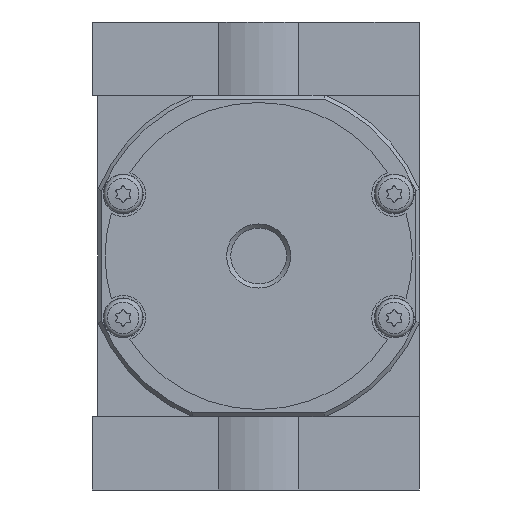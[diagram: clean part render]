
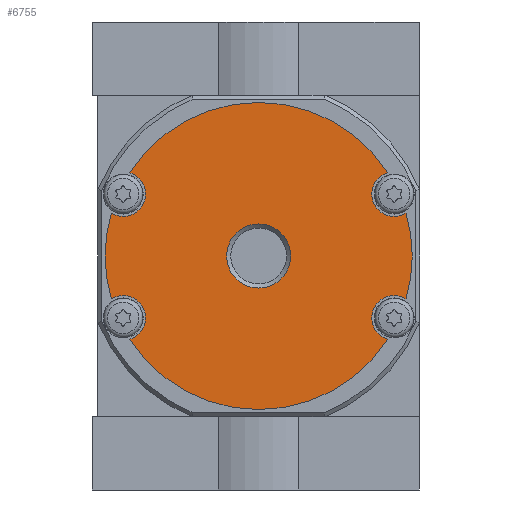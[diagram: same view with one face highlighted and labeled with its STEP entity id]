
A CAD part, front view. The second image highlights one B-rep face of the part: STEP entity #6755.
In plain terms, the highlighted planar face has unit normal (0, -1, 0).
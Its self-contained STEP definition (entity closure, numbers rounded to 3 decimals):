
#1000=PLANE('',#7395);
#1411=CIRCLE('',#7380,4.6);
#1412=CIRCLE('',#7382,31.5);
#1413=CIRCLE('',#7384,4.6);
#1414=CIRCLE('',#7386,31.5);
#1415=CIRCLE('',#7388,4.6);
#1416=CIRCLE('',#7390,31.5);
#1417=CIRCLE('',#7392,4.6);
#1418=CIRCLE('',#7394,31.5);
#1419=CIRCLE('',#7396,6.579);
#2232=ORIENTED_EDGE('',*,*,#3907,.F.);
#2233=ORIENTED_EDGE('',*,*,#3892,.T.);
#2234=ORIENTED_EDGE('',*,*,#3895,.F.);
#2235=ORIENTED_EDGE('',*,*,#3897,.T.);
#2236=ORIENTED_EDGE('',*,*,#3899,.F.);
#2237=ORIENTED_EDGE('',*,*,#3901,.T.);
#2238=ORIENTED_EDGE('',*,*,#3903,.F.);
#2239=ORIENTED_EDGE('',*,*,#3905,.T.);
#2240=ORIENTED_EDGE('',*,*,#3906,.F.);
#3892=EDGE_CURVE('',#4759,#4758,#1411,.T.);
#3895=EDGE_CURVE('',#4760,#4758,#1412,.T.);
#3897=EDGE_CURVE('',#4760,#4761,#1413,.T.);
#3899=EDGE_CURVE('',#4762,#4761,#1414,.T.);
#3901=EDGE_CURVE('',#4762,#4763,#1415,.T.);
#3903=EDGE_CURVE('',#4764,#4763,#1416,.T.);
#3905=EDGE_CURVE('',#4764,#4765,#1417,.T.);
#3906=EDGE_CURVE('',#4759,#4765,#1418,.T.);
#3907=EDGE_CURVE('',#4766,#4766,#1419,.T.);
#4758=VERTEX_POINT('',#11082);
#4759=VERTEX_POINT('',#11084);
#4760=VERTEX_POINT('',#11088);
#4761=VERTEX_POINT('',#11092);
#4762=VERTEX_POINT('',#11096);
#4763=VERTEX_POINT('',#11100);
#4764=VERTEX_POINT('',#11104);
#4765=VERTEX_POINT('',#11108);
#4766=VERTEX_POINT('',#11114);
#5493=EDGE_LOOP('',(#2232));
#5494=EDGE_LOOP('',(#2233,#2234,#2235,#2236,#2237,#2238,#2239,#2240));
#6129=FACE_BOUND('',#5493,.T.);
#6130=FACE_BOUND('',#5494,.T.);
#6755=ADVANCED_FACE('',(#6129,#6130),#1000,.F.);
#7380=AXIS2_PLACEMENT_3D('',#11083,#8541,#8542);
#7382=AXIS2_PLACEMENT_3D('',#11089,#8547,#8548);
#7384=AXIS2_PLACEMENT_3D('',#11093,#8552,#8553);
#7386=AXIS2_PLACEMENT_3D('',#11097,#8557,#8558);
#7388=AXIS2_PLACEMENT_3D('',#11101,#8562,#8563);
#7390=AXIS2_PLACEMENT_3D('',#11105,#8567,#8568);
#7392=AXIS2_PLACEMENT_3D('',#11109,#8572,#8573);
#7394=AXIS2_PLACEMENT_3D('',#11111,#8576,#8577);
#7395=AXIS2_PLACEMENT_3D('',#11112,#8578,#8579);
#7396=AXIS2_PLACEMENT_3D('',#11113,#8580,#8581);
#8541=DIRECTION('',(0.,1.,0.));
#8542=DIRECTION('',(1.,0.,0.));
#8547=DIRECTION('',(0.,1.,0.));
#8548=DIRECTION('',(1.,0.,0.));
#8552=DIRECTION('',(0.,1.,0.));
#8553=DIRECTION('',(1.,0.,0.));
#8557=DIRECTION('',(0.,1.,0.));
#8558=DIRECTION('',(1.,0.,0.));
#8562=DIRECTION('',(0.,1.,0.));
#8563=DIRECTION('',(1.,0.,0.));
#8567=DIRECTION('',(0.,1.,0.));
#8568=DIRECTION('',(1.,0.,0.));
#8572=DIRECTION('',(0.,1.,0.));
#8573=DIRECTION('',(1.,0.,0.));
#8576=DIRECTION('',(0.,1.,0.));
#8577=DIRECTION('',(1.,0.,0.));
#8578=DIRECTION('',(0.,1.,0.));
#8579=DIRECTION('',(0.,0.,1.));
#8580=DIRECTION('',(0.,-1.,0.));
#8581=DIRECTION('',(0.,0.,-1.));
#11082=CARTESIAN_POINT('',(-26.455,-35.,-17.099));
#11083=CARTESIAN_POINT('',(-27.8,-35.,-12.7));
#11084=CARTESIAN_POINT('',(-30.245,-35.,-8.803));
#11088=CARTESIAN_POINT('',(26.455,-35.,-17.099));
#11089=CARTESIAN_POINT('',(0.,-35.,0.));
#11092=CARTESIAN_POINT('',(30.245,-35.,-8.803));
#11093=CARTESIAN_POINT('',(27.8,-35.,-12.7));
#11096=CARTESIAN_POINT('',(30.245,-35.,8.803));
#11097=CARTESIAN_POINT('',(0.,-35.,0.));
#11100=CARTESIAN_POINT('',(26.455,-35.,17.099));
#11101=CARTESIAN_POINT('',(27.8,-35.,12.7));
#11104=CARTESIAN_POINT('',(-26.455,-35.,17.099));
#11105=CARTESIAN_POINT('',(0.,-35.,0.));
#11108=CARTESIAN_POINT('',(-30.245,-35.,8.803));
#11109=CARTESIAN_POINT('',(-27.8,-35.,12.7));
#11111=CARTESIAN_POINT('',(0.,-35.,0.));
#11112=CARTESIAN_POINT('',(-13.9,-35.,-6.35));
#11113=CARTESIAN_POINT('',(0.,-35.,0.));
#11114=CARTESIAN_POINT('',(0.,-35.,-6.579));
